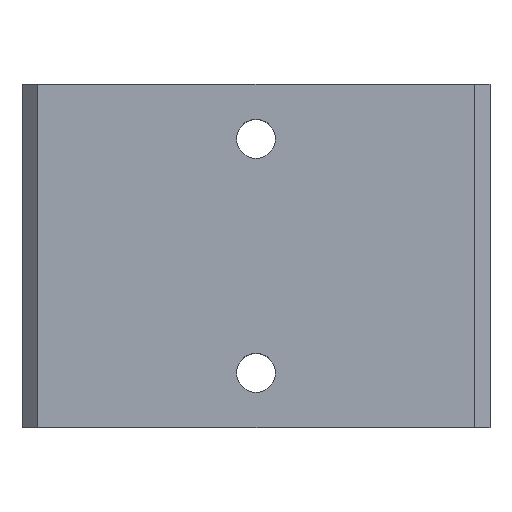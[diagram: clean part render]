
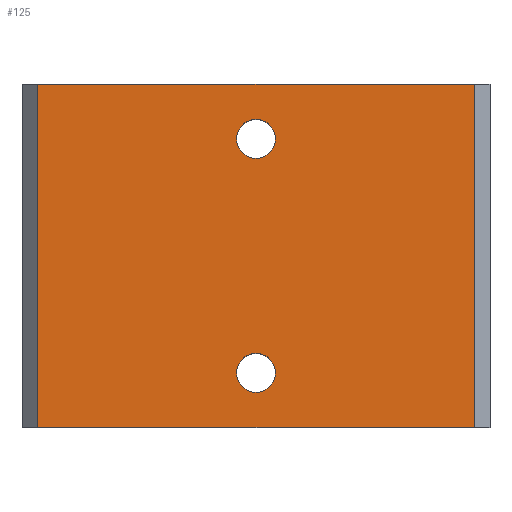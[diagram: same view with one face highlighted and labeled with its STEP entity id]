
A CAD part, top view. The second image highlights one B-rep face of the part: STEP entity #125.
In plain terms, the highlighted planar face has unit normal (0, 0, 1).
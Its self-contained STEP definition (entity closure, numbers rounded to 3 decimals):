
#107=FACE_BOUND('',#149,.T.);
#108=FACE_BOUND('',#150,.T.);
#109=FACE_BOUND('',#151,.T.);
#117=CIRCLE('',#284,1.25);
#118=CIRCLE('',#285,1.25);
#125=ADVANCED_FACE('',(#107,#108,#109),#135,.T.);
#135=PLANE('',#286);
#149=EDGE_LOOP('',(#181));
#150=EDGE_LOOP('',(#182));
#151=EDGE_LOOP('',(#183,#184,#185,#186));
#181=ORIENTED_EDGE('',*,*,#237,.T.);
#182=ORIENTED_EDGE('',*,*,#238,.T.);
#183=ORIENTED_EDGE('',*,*,#234,.T.);
#184=ORIENTED_EDGE('',*,*,#239,.T.);
#185=ORIENTED_EDGE('',*,*,#225,.T.);
#186=ORIENTED_EDGE('',*,*,#240,.T.);
#209=VERTEX_POINT('',#353);
#210=VERTEX_POINT('',#354);
#215=VERTEX_POINT('',#369);
#216=VERTEX_POINT('',#371);
#217=VERTEX_POINT('',#376);
#218=VERTEX_POINT('',#378);
#225=EDGE_CURVE('',#209,#210,#247,.T.);
#234=EDGE_CURVE('',#216,#215,#256,.T.);
#237=EDGE_CURVE('',#217,#217,#117,.T.);
#238=EDGE_CURVE('',#218,#218,#118,.T.);
#239=EDGE_CURVE('',#215,#209,#259,.T.);
#240=EDGE_CURVE('',#210,#216,#260,.T.);
#247=LINE('',#352,#265);
#256=LINE('',#370,#274);
#259=LINE('',#379,#277);
#260=LINE('',#380,#278);
#265=VECTOR('',#302,1.);
#274=VECTOR('',#315,1.);
#277=VECTOR('',#324,1.);
#278=VECTOR('',#325,1.);
#284=AXIS2_PLACEMENT_3D('',#375,#320,#321);
#285=AXIS2_PLACEMENT_3D('',#377,#322,#323);
#286=AXIS2_PLACEMENT_3D('',#381,#326,#327);
#302=DIRECTION('',(1.,0.,0.));
#315=DIRECTION('',(-1.,0.,0.));
#320=DIRECTION('',(0.,0.,-1.));
#321=DIRECTION('',(-1.,0.,0.));
#322=DIRECTION('',(0.,0.,-1.));
#323=DIRECTION('',(-1.,0.,0.));
#324=DIRECTION('',(0.,-1.,0.));
#325=DIRECTION('',(0.,1.,0.));
#326=DIRECTION('',(0.,0.,1.));
#327=DIRECTION('',(1.,0.,0.));
#352=CARTESIAN_POINT('',(0.,0.,10.));
#353=CARTESIAN_POINT('',(1.,0.,10.));
#354=CARTESIAN_POINT('',(29.,0.,10.));
#369=CARTESIAN_POINT('',(1.,22.,10.));
#370=CARTESIAN_POINT('',(30.,22.,10.));
#371=CARTESIAN_POINT('',(29.,22.,10.));
#375=CARTESIAN_POINT('',(15.,18.5,10.));
#376=CARTESIAN_POINT('',(13.75,18.5,10.));
#377=CARTESIAN_POINT('',(15.,3.5,10.));
#378=CARTESIAN_POINT('',(13.75,3.5,10.));
#379=CARTESIAN_POINT('',(1.,0.,10.));
#380=CARTESIAN_POINT('',(29.,22.,10.));
#381=CARTESIAN_POINT('',(0.,0.,10.));
